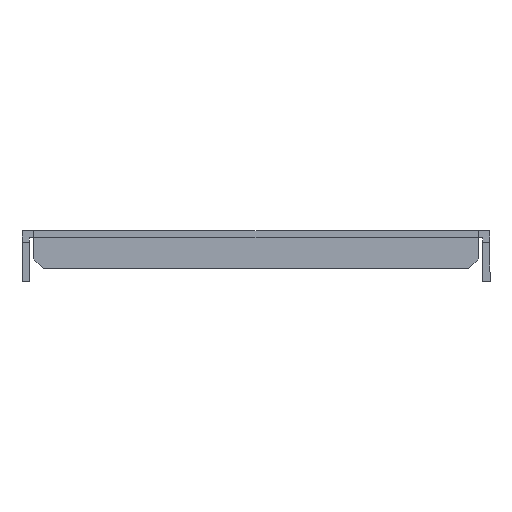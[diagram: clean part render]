
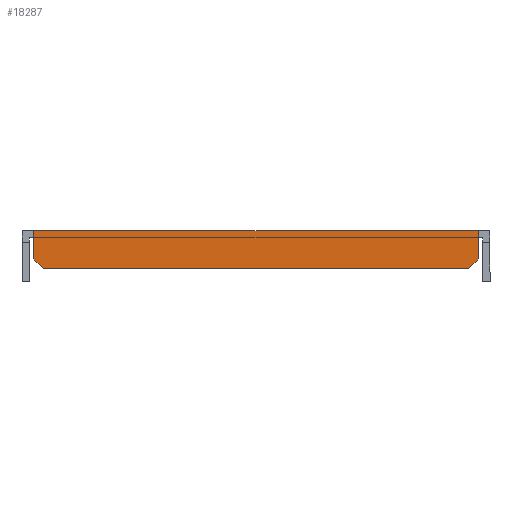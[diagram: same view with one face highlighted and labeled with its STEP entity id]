
A CAD part, front view. The second image highlights one B-rep face of the part: STEP entity #18287.
In plain terms, the highlighted planar face has unit normal (0, -1, 0).
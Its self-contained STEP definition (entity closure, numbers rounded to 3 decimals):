
#167 = VECTOR ( 'NONE', #13735, 1000. ) ;
#351 = LINE ( 'NONE', #1918, #12804 ) ;
#437 = EDGE_CURVE ( 'NONE', #2114, #1927, #16418, .T. ) ;
#803 = EDGE_LOOP ( 'NONE', ( #10356, #17027, #10924, #3264, #12733, #11836, #5092, #12345 ) ) ;
#827 = LINE ( 'NONE', #12117, #10905 ) ;
#1078 = DIRECTION ( 'NONE',  ( 0.707, 0., 0.707 ) ) ;
#1376 = VERTEX_POINT ( 'NONE', #16266 ) ;
#1918 = CARTESIAN_POINT ( 'NONE',  ( 47., -310., 0. ) ) ;
#1927 = VERTEX_POINT ( 'NONE', #13987 ) ;
#2114 = VERTEX_POINT ( 'NONE', #4442 ) ;
#2585 = CARTESIAN_POINT ( 'NONE',  ( 47., -310., -2.5 ) ) ;
#2861 = DIRECTION ( 'NONE',  ( 0., 0., 1. ) ) ;
#3264 = ORIENTED_EDGE ( 'NONE', *, *, #437, .T. ) ;
#3488 = EDGE_CURVE ( 'NONE', #1927, #6954, #351, .T. ) ;
#4442 = CARTESIAN_POINT ( 'NONE',  ( 45., -310., -8. ) ) ;
#5051 = CARTESIAN_POINT ( 'NONE',  ( 47., -310., -6. ) ) ;
#5092 = ORIENTED_EDGE ( 'NONE', *, *, #9181, .T. ) ;
#5892 = DIRECTION ( 'NONE',  ( 0., 0., -1. ) ) ;
#6160 = CARTESIAN_POINT ( 'NONE',  ( 0., -310., 0. ) ) ;
#6735 = VERTEX_POINT ( 'NONE', #13743 ) ;
#6885 = EDGE_CURVE ( 'NONE', #15776, #2114, #827, .T. ) ;
#6954 = VERTEX_POINT ( 'NONE', #2585 ) ;
#7091 = EDGE_CURVE ( 'NONE', #14548, #10228, #15684, .T. ) ;
#7130 = VECTOR ( 'NONE', #18075, 1000. ) ;
#7137 = EDGE_CURVE ( 'NONE', #6954, #1376, #10577, .T. ) ;
#7441 = CARTESIAN_POINT ( 'NONE',  ( 47., -310., -2.5 ) ) ;
#7609 = VECTOR ( 'NONE', #2861, 1000. ) ;
#8483 = LINE ( 'NONE', #15415, #7609 ) ;
#9181 = EDGE_CURVE ( 'NONE', #1376, #6735, #9278, .T. ) ;
#9278 = LINE ( 'NONE', #14923, #7130 ) ;
#10047 = FACE_OUTER_BOUND ( 'NONE', #803, .T. ) ;
#10228 = VERTEX_POINT ( 'NONE', #15263 ) ;
#10356 = ORIENTED_EDGE ( 'NONE', *, *, #7091, .T. ) ;
#10577 = LINE ( 'NONE', #7441, #17692 ) ;
#10905 = VECTOR ( 'NONE', #16346, 1000. ) ;
#10924 = ORIENTED_EDGE ( 'NONE', *, *, #6885, .T. ) ;
#11241 = LINE ( 'NONE', #15306, #167 ) ;
#11437 = DIRECTION ( 'NONE',  ( 0., 0., 1. ) ) ;
#11622 = DIRECTION ( 'NONE',  ( 0., 1., 0. ) ) ;
#11836 = ORIENTED_EDGE ( 'NONE', *, *, #7137, .T. ) ;
#12117 = CARTESIAN_POINT ( 'NONE',  ( 0., -310., -8. ) ) ;
#12345 = ORIENTED_EDGE ( 'NONE', *, *, #17074, .F. ) ;
#12733 = ORIENTED_EDGE ( 'NONE', *, *, #3488, .T. ) ;
#12804 = VECTOR ( 'NONE', #17373, 1000. ) ;
#12972 = AXIS2_PLACEMENT_3D ( 'NONE', #6160, #11622, #17269 ) ;
#13735 = DIRECTION ( 'NONE',  ( 0.707, 0., -0.707 ) ) ;
#13743 = CARTESIAN_POINT ( 'NONE',  ( -47., -310., 0. ) ) ;
#13843 = EDGE_CURVE ( 'NONE', #10228, #15776, #11241, .T. ) ;
#13987 = CARTESIAN_POINT ( 'NONE',  ( 47., -310., -6. ) ) ;
#14548 = VERTEX_POINT ( 'NONE', #14749 ) ;
#14749 = CARTESIAN_POINT ( 'NONE',  ( -47., -310., -2.5 ) ) ;
#14822 = CARTESIAN_POINT ( 'NONE',  ( -47., -310., 0. ) ) ;
#14923 = CARTESIAN_POINT ( 'NONE',  ( 0., -310., 0. ) ) ;
#15263 = CARTESIAN_POINT ( 'NONE',  ( -47., -310., -6. ) ) ;
#15306 = CARTESIAN_POINT ( 'NONE',  ( -45., -310., -8. ) ) ;
#15415 = CARTESIAN_POINT ( 'NONE',  ( -47., -310., 0. ) ) ;
#15684 = LINE ( 'NONE', #14822, #17994 ) ;
#15688 = PLANE ( 'NONE',  #12972 ) ;
#15776 = VERTEX_POINT ( 'NONE', #16688 ) ;
#16266 = CARTESIAN_POINT ( 'NONE',  ( 47., -310., 0. ) ) ;
#16346 = DIRECTION ( 'NONE',  ( 1., 0., 0. ) ) ;
#16418 = LINE ( 'NONE', #5051, #16448 ) ;
#16448 = VECTOR ( 'NONE', #1078, 1000. ) ;
#16688 = CARTESIAN_POINT ( 'NONE',  ( -45., -310., -8. ) ) ;
#17027 = ORIENTED_EDGE ( 'NONE', *, *, #13843, .T. ) ;
#17074 = EDGE_CURVE ( 'NONE', #14548, #6735, #8483, .T. ) ;
#17269 = DIRECTION ( 'NONE',  ( 0., 0., 1. ) ) ;
#17373 = DIRECTION ( 'NONE',  ( 0., 0., 1. ) ) ;
#17692 = VECTOR ( 'NONE', #11437, 1000. ) ;
#17994 = VECTOR ( 'NONE', #5892, 1000. ) ;
#18075 = DIRECTION ( 'NONE',  ( -1., 0., 0. ) ) ;
#18287 = ADVANCED_FACE ( 'NONE', ( #10047 ), #15688, .F. ) ;
